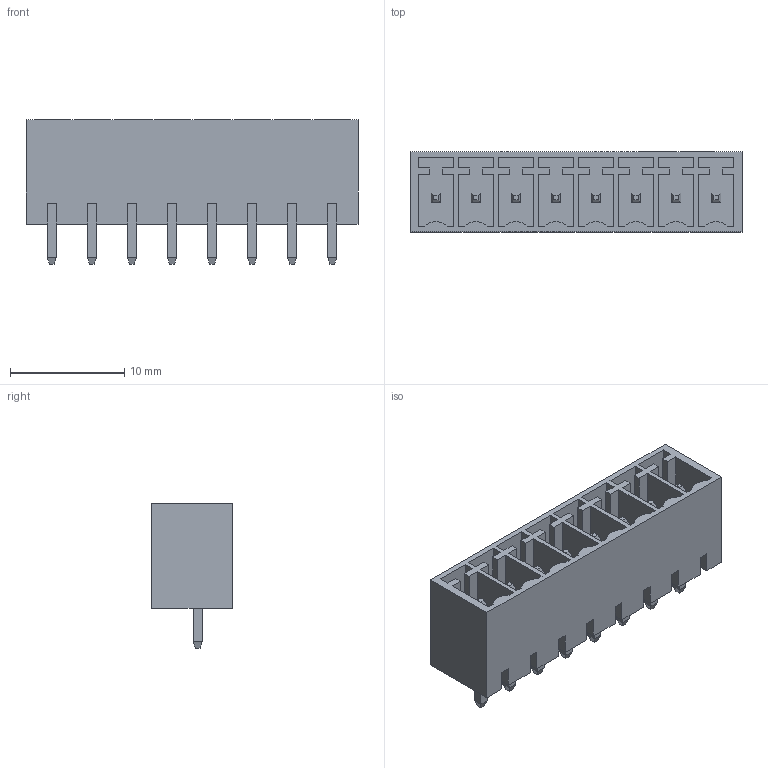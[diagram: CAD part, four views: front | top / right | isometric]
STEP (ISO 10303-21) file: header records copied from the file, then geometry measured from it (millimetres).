
FILE_DESCRIPTION(('FreeCAD Model'),'2;1');
FILE_NAME('Open CASCADE Shape Model','2024-03-26T15:07:37',(''),(''), 'Open CASCADE STEP processor 7.6','FreeCAD','Unknown');
FILE_SCHEMA(('AUTOMOTIVE_DESIGN { 1 0 10303 214 1 1 1 1 }'));
Length unit declared in the file: millimetre
Products named in the file (16): CONN-TH_XY2500V-F-3.5-8P; COMPOUND015; COMPOUND001; COMPOUND002; COMPOUND003; COMPOUND004; COMPOUND005; COMPOUND006; COMPOUND007; COMPOUND008; COMPOUND009; COMPOUND010; COMPOUND011; COMPOUND012; COMPOUND013; COMPOUND014
Assembly tree (15 placements, depth 3):
  CONN-TH_XY2500V-F-3.5-8P
    COMPOUND015
      COMPOUND001
      COMPOUND002
      COMPOUND003
      COMPOUND004
      COMPOUND005
      COMPOUND006
      COMPOUND007
      COMPOUND008
      COMPOUND009
      COMPOUND010
      COMPOUND011
      COMPOUND012
      COMPOUND013
      COMPOUND014
Bounding box: 29 x 7 x 12.6 mm (x, y, z)
Volume: 976.9 mm3; surface area: 2527.3 mm2
Topology: 14 solids, 14 shells, 533 faces, 1387 edges, 898 vertices
Faces by surface type: plane 419, bspline 98, cylinder 16
Entity records: 19042 total; most frequent: CARTESIAN_POINT 4140, ORIENTED_EDGE 2774, DIRECTION 2121, EDGE_CURVE 1387, LINE 1155, VECTOR 1155, VERTEX_POINT 898, FACE_BOUND 561
